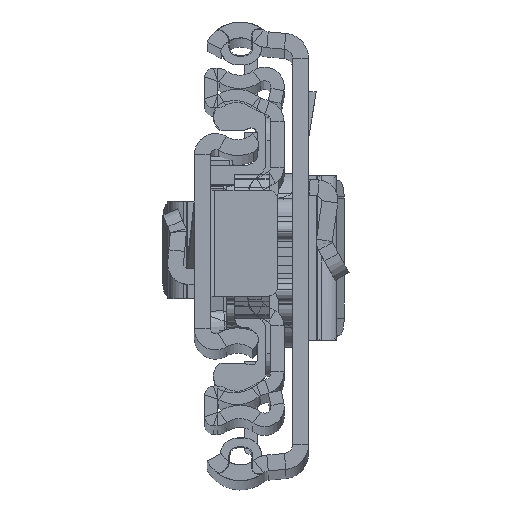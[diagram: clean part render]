
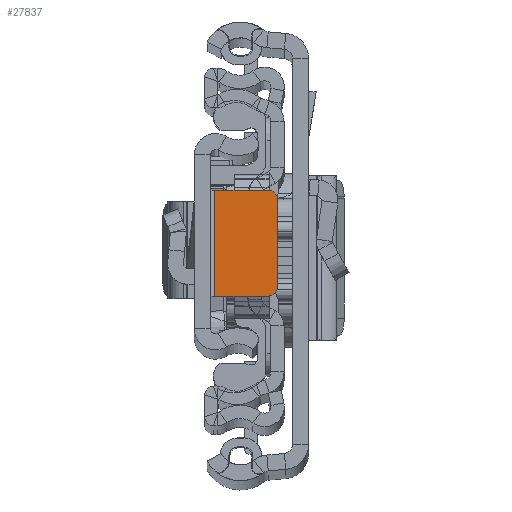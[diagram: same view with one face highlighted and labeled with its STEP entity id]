
A CAD part, top view. The second image highlights one B-rep face of the part: STEP entity #27837.
In plain terms, the highlighted planar face has unit normal (0, 0, 1).
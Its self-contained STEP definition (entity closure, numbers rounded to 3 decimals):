
#491 = CIRCLE ( 'NONE', #9287, 1. ) ;
#1029 = VECTOR ( 'NONE', #1210, 1000. ) ;
#1154 = VECTOR ( 'NONE', #24924, 1000. ) ;
#1210 = DIRECTION ( 'NONE',  ( 0., -1., 0. ) ) ;
#1228 = EDGE_LOOP ( 'NONE', ( #15481, #14330, #18654, #18986, #16540, #22619 ) ) ;
#1574 = DIRECTION ( 'NONE',  ( 1., 0., 0. ) ) ;
#1798 = VERTEX_POINT ( 'NONE', #10042 ) ;
#4170 = CARTESIAN_POINT ( 'NONE',  ( -9.4, -5.849, -6.8 ) ) ;
#5628 = CARTESIAN_POINT ( 'NONE',  ( -2.3, 6.151, -6.8 ) ) ;
#6092 = CIRCLE ( 'NONE', #25975, 1. ) ;
#7881 = CARTESIAN_POINT ( 'NONE',  ( -8.4, -5.849, -6.8 ) ) ;
#9287 = AXIS2_PLACEMENT_3D ( 'NONE', #20133, #22398, #1574 ) ;
#10042 = CARTESIAN_POINT ( 'NONE',  ( -9.4, 5.151, -6.8 ) ) ;
#10291 = DIRECTION ( 'NONE',  ( 1., 0., 0. ) ) ;
#11011 = LINE ( 'NONE', #20285, #29926 ) ;
#11485 = VECTOR ( 'NONE', #29707, 1000. ) ;
#11527 = VERTEX_POINT ( 'NONE', #22571 ) ;
#14330 = ORIENTED_EDGE ( 'NONE', *, *, #20715, .T. ) ;
#14338 = EDGE_CURVE ( 'NONE', #11527, #1798, #491, .T. ) ;
#14541 = CARTESIAN_POINT ( 'NONE',  ( -8.4, -4.849, -6.8 ) ) ;
#15145 = DIRECTION ( 'NONE',  ( 0., 0., 1. ) ) ;
#15147 = DIRECTION ( 'NONE',  ( 0., 0., 1. ) ) ;
#15481 = ORIENTED_EDGE ( 'NONE', *, *, #19610, .F. ) ;
#15666 = CARTESIAN_POINT ( 'NONE',  ( -9.4, 6.151, -6.8 ) ) ;
#15815 = VERTEX_POINT ( 'NONE', #29861 ) ;
#16179 = LINE ( 'NONE', #4170, #11485 ) ;
#16540 = ORIENTED_EDGE ( 'NONE', *, *, #23958, .F. ) ;
#16884 = LINE ( 'NONE', #5628, #1029 ) ;
#17035 = EDGE_CURVE ( 'NONE', #15815, #21958, #16884, .T. ) ;
#17264 = PLANE ( 'NONE',  #27110 ) ;
#17710 = CARTESIAN_POINT ( 'NONE',  ( 0., 0., -6.8 ) ) ;
#18654 = ORIENTED_EDGE ( 'NONE', *, *, #22362, .F. ) ;
#18986 = ORIENTED_EDGE ( 'NONE', *, *, #17035, .F. ) ;
#19610 = EDGE_CURVE ( 'NONE', #29654, #1798, #27349, .T. ) ;
#20133 = CARTESIAN_POINT ( 'NONE',  ( -8.4, 5.151, -6.8 ) ) ;
#20285 = CARTESIAN_POINT ( 'NONE',  ( -1.8, 6.151, -6.8 ) ) ;
#20715 = EDGE_CURVE ( 'NONE', #29654, #26152, #6092, .T. ) ;
#21958 = VERTEX_POINT ( 'NONE', #26431 ) ;
#22362 = EDGE_CURVE ( 'NONE', #21958, #26152, #16179, .T. ) ;
#22398 = DIRECTION ( 'NONE',  ( 0., 0., 1. ) ) ;
#22571 = CARTESIAN_POINT ( 'NONE',  ( -8.4, 6.151, -6.8 ) ) ;
#22619 = ORIENTED_EDGE ( 'NONE', *, *, #14338, .T. ) ;
#23958 = EDGE_CURVE ( 'NONE', #11527, #15815, #11011, .T. ) ;
#24924 = DIRECTION ( 'NONE',  ( 0., 1., 0. ) ) ;
#25265 = DIRECTION ( 'NONE',  ( 1., 0., 0. ) ) ;
#25975 = AXIS2_PLACEMENT_3D ( 'NONE', #14541, #15147, #10291 ) ;
#26152 = VERTEX_POINT ( 'NONE', #7881 ) ;
#26431 = CARTESIAN_POINT ( 'NONE',  ( -2.3, -5.849, -6.8 ) ) ;
#27110 = AXIS2_PLACEMENT_3D ( 'NONE', #17710, #15145, #25265 ) ;
#27349 = LINE ( 'NONE', #15666, #1154 ) ;
#27837 = ADVANCED_FACE ( 'NONE', ( #28651 ), #17264, .T. ) ;
#28651 = FACE_OUTER_BOUND ( 'NONE', #1228, .T. ) ;
#29504 = CARTESIAN_POINT ( 'NONE',  ( -9.4, -4.849, -6.8 ) ) ;
#29536 = DIRECTION ( 'NONE',  ( 1., 0., 0. ) ) ;
#29654 = VERTEX_POINT ( 'NONE', #29504 ) ;
#29707 = DIRECTION ( 'NONE',  ( -1., 0., 0. ) ) ;
#29861 = CARTESIAN_POINT ( 'NONE',  ( -2.3, 6.151, -6.8 ) ) ;
#29926 = VECTOR ( 'NONE', #29536, 1000. ) ;
